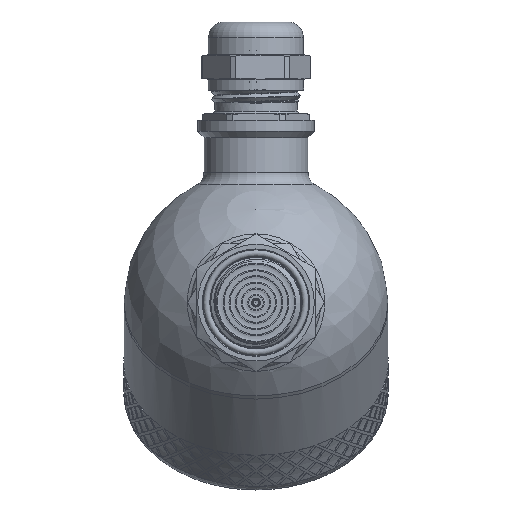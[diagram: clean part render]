
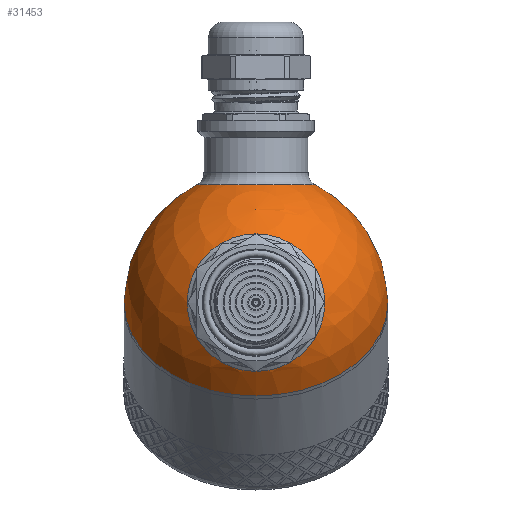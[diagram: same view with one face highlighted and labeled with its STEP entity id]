
A CAD part, left-side view. The second image highlights one B-rep face of the part: STEP entity #31453.
In plain terms, the highlighted spherical face has radius 30 mm.
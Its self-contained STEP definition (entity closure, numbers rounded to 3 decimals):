
#16=SPHERICAL_SURFACE('',#33021,30.);
#721=FACE_BOUND('',#10911,.T.);
#722=FACE_BOUND('',#10912,.T.);
#8765=FACE_OUTER_BOUND('',#10910,.T.);
#10910=EDGE_LOOP('',(#28492,#28493,#28494,#28495));
#10911=EDGE_LOOP('',(#28496));
#10912=EDGE_LOOP('',(#28497));
#11635=CIRCLE('',#33018,15.643);
#11638=CIRCLE('',#33022,30.);
#11639=CIRCLE('',#33023,30.);
#11640=CIRCLE('',#33024,30.);
#11641=CIRCLE('',#33025,13.5);
#14664=VERTEX_POINT('',#74036);
#14666=VERTEX_POINT('',#74042);
#14667=VERTEX_POINT('',#74043);
#14668=VERTEX_POINT('',#74045);
#14669=VERTEX_POINT('',#74048);
#19317=EDGE_CURVE('',#14664,#14664,#11635,.T.);
#19320=EDGE_CURVE('',#14666,#14667,#11638,.T.);
#19321=EDGE_CURVE('',#14666,#14668,#11639,.T.);
#19322=EDGE_CURVE('',#14667,#14666,#11640,.T.);
#19323=EDGE_CURVE('',#14669,#14669,#11641,.T.);
#28492=ORIENTED_EDGE('',*,*,#19320,.F.);
#28493=ORIENTED_EDGE('',*,*,#19321,.T.);
#28494=ORIENTED_EDGE('',*,*,#19321,.F.);
#28495=ORIENTED_EDGE('',*,*,#19322,.F.);
#28496=ORIENTED_EDGE('',*,*,#19317,.F.);
#28497=ORIENTED_EDGE('',*,*,#19323,.F.);
#31453=ADVANCED_FACE('',(#8765,#721,#722),#16,.T.);
#33018=AXIS2_PLACEMENT_3D('',#74037,#36695,#36696);
#33021=AXIS2_PLACEMENT_3D('',#74041,#36701,#36702);
#33022=AXIS2_PLACEMENT_3D('',#74044,#36703,#36704);
#33023=AXIS2_PLACEMENT_3D('',#74046,#36705,#36706);
#33024=AXIS2_PLACEMENT_3D('',#74047,#36707,#36708);
#33025=AXIS2_PLACEMENT_3D('',#74049,#36709,#36710);
#36695=DIRECTION('center_axis',(-0.707,0.,0.707));
#36696=DIRECTION('ref_axis',(0.707,0.,0.707));
#36701=DIRECTION('center_axis',(1.,0.,0.));
#36702=DIRECTION('ref_axis',(0.,-1.,0.));
#36703=DIRECTION('center_axis',(1.,0.,0.));
#36704=DIRECTION('ref_axis',(0.,1.,0.));
#36705=DIRECTION('center_axis',(0.,0.,1.));
#36706=DIRECTION('ref_axis',(0.,1.,0.));
#36707=DIRECTION('center_axis',(1.,0.,0.));
#36708=DIRECTION('ref_axis',(0.,1.,0.));
#36709=DIRECTION('center_axis',(-0.707,0.,-0.707));
#36710=DIRECTION('ref_axis',(-0.707,0.,0.707));
#74036=CARTESIAN_POINT('',(-29.162,0.,7.04));
#74037=CARTESIAN_POINT('Origin',(-18.101,0.,18.101));
#74041=CARTESIAN_POINT('Origin',(0.,0.,0.));
#74042=CARTESIAN_POINT('',(0.,30.,0.));
#74043=CARTESIAN_POINT('',(0.,-30.,0.));
#74044=CARTESIAN_POINT('Origin',(0.,0.,0.));
#74045=CARTESIAN_POINT('',(-30.,0.,0.));
#74046=CARTESIAN_POINT('Origin',(0.,0.,0.));
#74047=CARTESIAN_POINT('Origin',(0.,0.,0.));
#74048=CARTESIAN_POINT('',(-9.398,0.,-28.49));
#74049=CARTESIAN_POINT('Origin',(-18.944,0.,-18.944));
